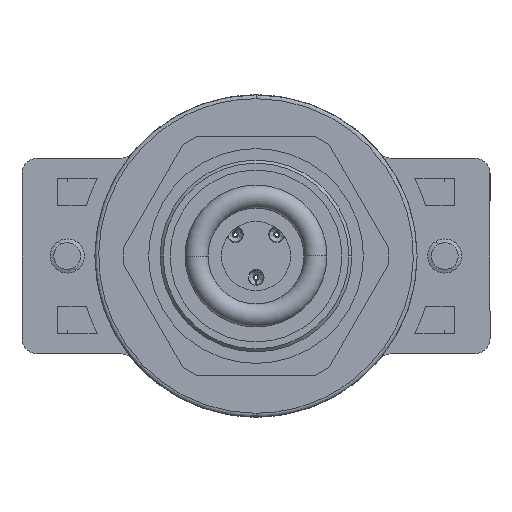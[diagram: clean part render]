
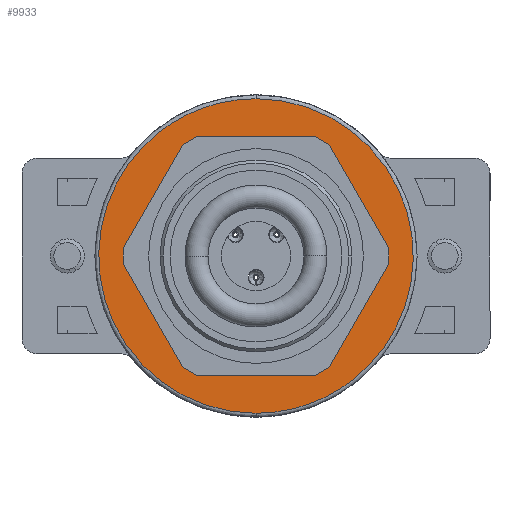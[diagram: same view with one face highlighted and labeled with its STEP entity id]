
A CAD part, front view. The second image highlights one B-rep face of the part: STEP entity #9933.
In plain terms, the highlighted planar face has unit normal (0, -1, 0).
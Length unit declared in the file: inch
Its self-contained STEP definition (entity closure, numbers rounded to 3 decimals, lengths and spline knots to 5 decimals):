
#65 = CARTESIAN_POINT ( 'NONE',  ( 0.47806, 0.57031, -0.14906 ) ) ;
#359 = CARTESIAN_POINT ( 'NONE',  ( -0.75694, 0.57031, 0.46844 ) ) ;
#554 = VERTEX_POINT ( 'NONE', #9523 ) ;
#750 = CARTESIAN_POINT ( 'NONE',  ( -0.35194, 0.57031, 0.26594 ) ) ;
#1506 = CARTESIAN_POINT ( 'NONE',  ( 0.06306, 0.57031, 0.26594 ) ) ;
#1817 = DIRECTION ( 'NONE',  ( 0., 0., 1. ) ) ;
#2568 = CARTESIAN_POINT ( 'NONE',  ( 0.06306, 0.57031, -0.14906 ) ) ;
#2820 = PLANE ( 'NONE',  #6266 ) ;
#2839 = CARTESIAN_POINT ( 'NONE',  ( 0.06306, 0.57031, -0.14906 ) ) ;
#2853 =( BOUNDED_CURVE ( )  B_SPLINE_CURVE ( 3, ( #6083, #9890, #359, #10141 ),
 .UNSPECIFIED., .F., .T. ) 
 B_SPLINE_CURVE_WITH_KNOTS ( ( 4, 4 ),
 ( 0., 1. ),
 .UNSPECIFIED. ) 
 CURVE ( )  GEOMETRIC_REPRESENTATION_ITEM ( )  RATIONAL_B_SPLINE_CURVE ( ( 1., 0.333, 0.333, 1. ) ) 
 REPRESENTATION_ITEM ( '' )  );
#3884 = CARTESIAN_POINT ( 'NONE',  ( 0.06306, 0.57031, -0.35156 ) ) ;
#3937 = CARTESIAN_POINT ( 'NONE',  ( 0.88306, 0.57031, 0.46844 ) ) ;
#4527 =( BOUNDED_CURVE ( )  B_SPLINE_CURVE ( 3, ( #8595, #3937, #7777, #3884 ),
 .UNSPECIFIED., .F., .T. ) 
 B_SPLINE_CURVE_WITH_KNOTS ( ( 4, 4 ),
 ( 0., 1. ),
 .UNSPECIFIED. ) 
 CURVE ( )  GEOMETRIC_REPRESENTATION_ITEM ( )  RATIONAL_B_SPLINE_CURVE ( ( 1., 0.333, 0.333, 1. ) ) 
 REPRESENTATION_ITEM ( '' )  );
#4996 = VERTEX_POINT ( 'NONE', #10254 ) ;
#5465 = CARTESIAN_POINT ( 'NONE',  ( 0.06306, 0.57031, 0.05844 ) ) ;
#5528 = CARTESIAN_POINT ( 'NONE',  ( 0.06306, 0.57031, 0.46844 ) ) ;
#6083 = CARTESIAN_POINT ( 'NONE',  ( 0.06306, 0.57031, -0.35156 ) ) ;
#6266 = AXIS2_PLACEMENT_3D ( 'NONE', #5465, #9286, #1817 ) ;
#6272 = CARTESIAN_POINT ( 'NONE',  ( -0.35194, 0.57031, -0.14906 ) ) ;
#6879 = EDGE_CURVE ( 'NONE', #554, #12186, #2853, .T. ) ;
#6922 = EDGE_CURVE ( 'NONE', #4996, #9167, #11337, .T. ) ;
#7500 = CARTESIAN_POINT ( 'NONE',  ( 0.06306, 0.57031, 0.26594 ) ) ;
#7681 = EDGE_CURVE ( 'NONE', #12186, #554, #4527, .T. ) ;
#7735 = ORIENTED_EDGE ( 'NONE', *, *, #6922, .F. ) ;
#7777 = CARTESIAN_POINT ( 'NONE',  ( 0.88306, 0.57031, -0.35156 ) ) ;
#8595 = CARTESIAN_POINT ( 'NONE',  ( 0.06306, 0.57031, 0.46844 ) ) ;
#8686 = EDGE_LOOP ( 'NONE', ( #7735, #11848 ) ) ;
#9167 = VERTEX_POINT ( 'NONE', #9347 ) ;
#9286 = DIRECTION ( 'NONE',  ( 0., 1., 0. ) ) ;
#9347 = CARTESIAN_POINT ( 'NONE',  ( 0.06306, 0.57031, -0.14906 ) ) ;
#9523 = CARTESIAN_POINT ( 'NONE',  ( 0.06306, 0.57031, -0.35156 ) ) ;
#9591 = CARTESIAN_POINT ( 'NONE',  ( 0.47806, 0.57031, 0.26594 ) ) ;
#9890 = CARTESIAN_POINT ( 'NONE',  ( -0.75694, 0.57031, -0.35156 ) ) ;
#9933 = ADVANCED_FACE ( 'NONE', ( #10219, #12287 ), #2820, .F. ) ;
#10141 = CARTESIAN_POINT ( 'NONE',  ( 0.06306, 0.57031, 0.46844 ) ) ;
#10219 = FACE_BOUND ( 'NONE', #8686, .T. ) ;
#10254 = CARTESIAN_POINT ( 'NONE',  ( 0.06306, 0.57031, 0.26594 ) ) ;
#10606 =( BOUNDED_CURVE ( )  B_SPLINE_CURVE ( 3, ( #2839, #65, #9591, #7500 ),
 .UNSPECIFIED., .F., .T. ) 
 B_SPLINE_CURVE_WITH_KNOTS ( ( 4, 4 ),
 ( 0., 1. ),
 .UNSPECIFIED. ) 
 CURVE ( )  GEOMETRIC_REPRESENTATION_ITEM ( )  RATIONAL_B_SPLINE_CURVE ( ( 1., 0.333, 0.333, 1. ) ) 
 REPRESENTATION_ITEM ( '' )  );
#10650 = EDGE_CURVE ( 'NONE', #9167, #4996, #10606, .T. ) ;
#11044 = EDGE_LOOP ( 'NONE', ( #11549, #11282 ) ) ;
#11282 = ORIENTED_EDGE ( 'NONE', *, *, #6879, .F. ) ;
#11337 =( BOUNDED_CURVE ( )  B_SPLINE_CURVE ( 3, ( #1506, #750, #6272, #2568 ),
 .UNSPECIFIED., .F., .T. ) 
 B_SPLINE_CURVE_WITH_KNOTS ( ( 4, 4 ),
 ( 0., 1. ),
 .UNSPECIFIED. ) 
 CURVE ( )  GEOMETRIC_REPRESENTATION_ITEM ( )  RATIONAL_B_SPLINE_CURVE ( ( 1., 0.333, 0.333, 1. ) ) 
 REPRESENTATION_ITEM ( '' )  );
#11549 = ORIENTED_EDGE ( 'NONE', *, *, #7681, .F. ) ;
#11848 = ORIENTED_EDGE ( 'NONE', *, *, #10650, .F. ) ;
#12186 = VERTEX_POINT ( 'NONE', #5528 ) ;
#12287 = FACE_OUTER_BOUND ( 'NONE', #11044, .T. ) ;
